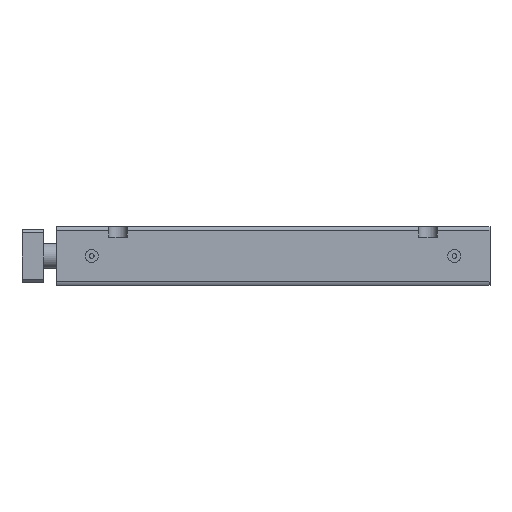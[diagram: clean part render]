
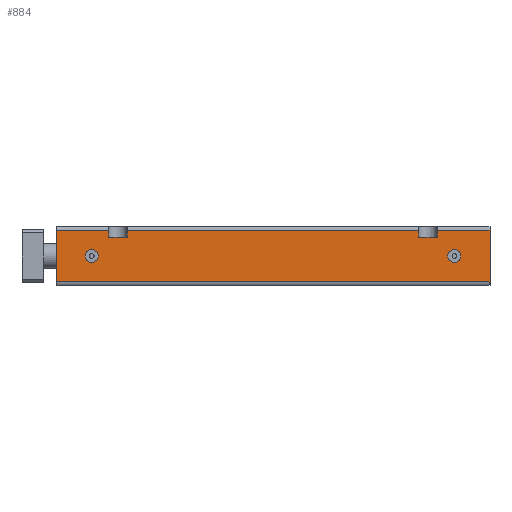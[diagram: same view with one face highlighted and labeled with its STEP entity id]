
A CAD part, front view. The second image highlights one B-rep face of the part: STEP entity #884.
In plain terms, the highlighted planar face has unit normal (0, -1, 0).
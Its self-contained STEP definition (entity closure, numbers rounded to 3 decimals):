
#18=CARTESIAN_POINT('',(117.,-345.,8.25));
#19=VERTEX_POINT('Vertex1',#18);
#37=CARTESIAN_POINT('',(23.,-345.,8.25));
#38=VERTEX_POINT('Vertex3',#37);
#46=CARTESIAN_POINT('',(70.,-345.,8.25));
#47=DIRECTION('',(1.,0.,0.));
#48=VECTOR('',#47,1.);
#49=LINE('nurbsCrv3',#46,#48);
#50=EDGE_CURVE('Edge3',#38,#19,#49,.T.);
#726=CARTESIAN_POINT('',(140.,-345.,-8.25));
#727=VERTEX_POINT('Vertex52',#726);
#735=CARTESIAN_POINT('',(0.,-345.,-8.25));
#736=VERTEX_POINT('Vertex53',#735);
#737=CARTESIAN_POINT('',(70.,-345.,-8.25));
#738=DIRECTION('',(1.,0.,0.));
#739=VECTOR('',#738,1.);
#740=LINE('nurbsCrv67',#737,#739);
#741=EDGE_CURVE('Edge67',#736,#727,#740,.T.);
#759=CARTESIAN_POINT('',(117.,-345.,6.));
#760=VERTEX_POINT('Vertex54',#759);
#761=CARTESIAN_POINT('',(117.,-345.,7.125));
#762=DIRECTION('',(0.,0.,1.));
#763=VECTOR('',#762,1.);
#764=LINE('nurbsCrv69',#761,#763);
#765=EDGE_CURVE('Edge69',#760,#19,#764,.T.);
#766=ORIENTED_EDGE('Edgeuse84',*,*,#765,.T.);
#767=ORIENTED_EDGE('Edgeuse85',*,*,#50,.F.);
#768=CARTESIAN_POINT('',(23.,-345.,6.));
#769=VERTEX_POINT('Vertex55',#768);
#770=CARTESIAN_POINT('',(23.,-345.,7.125));
#771=DIRECTION('',(0.,0.,-1.));
#772=VECTOR('',#771,1.);
#773=LINE('nurbsCrv70',#770,#772);
#774=EDGE_CURVE('Edge70',#38,#769,#773,.T.);
#775=ORIENTED_EDGE('Edgeuse86',*,*,#774,.T.);
#776=CARTESIAN_POINT('',(17.,-345.,6.));
#777=VERTEX_POINT('Vertex56',#776);
#778=CARTESIAN_POINT('',(20.,-345.,6.));
#779=DIRECTION('',(-1.,0.,0.));
#780=VECTOR('',#779,1.);
#781=LINE('nurbsCrv71',#778,#780);
#782=EDGE_CURVE('Edge71',#769,#777,#781,.T.);
#783=ORIENTED_EDGE('Edgeuse87',*,*,#782,.T.);
#784=CARTESIAN_POINT('',(17.,-345.,8.25));
#785=VERTEX_POINT('Vertex57',#784);
#786=CARTESIAN_POINT('',(17.,-345.,7.125));
#787=DIRECTION('',(0.,0.,1.));
#788=VECTOR('',#787,1.);
#789=LINE('nurbsCrv72',#786,#788);
#790=EDGE_CURVE('Edge72',#777,#785,#789,.T.);
#791=ORIENTED_EDGE('Edgeuse88',*,*,#790,.T.);
#792=CARTESIAN_POINT('',(0.,-345.,8.25));
#793=VERTEX_POINT('Vertex58',#792);
#794=CARTESIAN_POINT('',(8.5,-345.,8.25));
#795=DIRECTION('',(1.,0.,0.));
#796=VECTOR('',#795,1.);
#797=LINE('nurbsCrv73',#794,#796);
#798=EDGE_CURVE('Edge73',#793,#785,#797,.T.);
#799=ORIENTED_EDGE('Edgeuse89',*,*,#798,.F.);
#800=CARTESIAN_POINT('',(0.,-345.,0.));
#801=DIRECTION('',(0.,0.,-1.));
#802=VECTOR('',#801,1.);
#803=LINE('nurbsCrv74',#800,#802);
#804=EDGE_CURVE('Edge74',#793,#736,#803,.T.);
#805=ORIENTED_EDGE('Edgeuse90',*,*,#804,.T.);
#806=ORIENTED_EDGE('Edgeuse91',*,*,#741,.T.);
#807=CARTESIAN_POINT('',(140.,-345.,8.25));
#808=VERTEX_POINT('Vertex59',#807);
#809=CARTESIAN_POINT('',(140.,-345.,0.));
#810=DIRECTION('',(0.,0.,1.));
#811=VECTOR('',#810,1.);
#812=LINE('nurbsCrv75',#809,#811);
#813=EDGE_CURVE('Edge75',#727,#808,#812,.T.);
#814=ORIENTED_EDGE('Edgeuse92',*,*,#813,.T.);
#815=CARTESIAN_POINT('',(123.,-345.,8.25));
#816=VERTEX_POINT('Vertex60',#815);
#817=CARTESIAN_POINT('',(131.5,-345.,8.25));
#818=DIRECTION('',(1.,0.,0.));
#819=VECTOR('',#818,1.);
#820=LINE('nurbsCrv76',#817,#819);
#821=EDGE_CURVE('Edge76',#816,#808,#820,.T.);
#822=ORIENTED_EDGE('Edgeuse93',*,*,#821,.F.);
#823=CARTESIAN_POINT('',(123.,-345.,6.));
#824=VERTEX_POINT('Vertex61',#823);
#825=CARTESIAN_POINT('',(123.,-345.,7.125));
#826=DIRECTION('',(0.,0.,-1.));
#827=VECTOR('',#826,1.);
#828=LINE('nurbsCrv77',#825,#827);
#829=EDGE_CURVE('Edge77',#816,#824,#828,.T.);
#830=ORIENTED_EDGE('Edgeuse94',*,*,#829,.T.);
#831=CARTESIAN_POINT('',(120.,-345.,6.));
#832=DIRECTION('',(-1.,0.,0.));
#833=VECTOR('',#832,1.);
#834=LINE('nurbsCrv78',#831,#833);
#835=EDGE_CURVE('Edge78',#824,#760,#834,.T.);
#836=ORIENTED_EDGE('Edgeuse95',*,*,#835,.T.);
#837=EDGE_LOOP('',(#766,#767,#775,#783,#791,#799,#805,#806,#814,#822,#830,#836)
);
#838=FACE_OUTER_BOUND('',#837,.T.);
#839=CARTESIAN_POINT('',(130.6,-345.,
0.));
#840=VERTEX_POINT('Vertex62',#839);
#841=CARTESIAN_POINT('',(126.4,-345.,0.));
#842=VERTEX_POINT('Vertex337',#841);
#843=CARTESIAN_POINT('',(128.5,-345.,0.));
#844=DIRECTION('',(0.,1.,0.));
#845=DIRECTION('',(1.,0.,0.));
#846=AXIS2_PLACEMENT_3D('',#843,#844,#845);
#847=CIRCLE('nurbsCrv1328',#846,2.1);
#848=EDGE_CURVE('Edge505',#840,#842,#847,.T.);
#849=ORIENTED_EDGE('Edgeuse1011',*,*,#848,.T.);
#850=CARTESIAN_POINT('',(128.5,-345.,0.));
#851=DIRECTION('',(0.,1.,0.));
#852=DIRECTION('',(-1.,0.,0.));
#853=AXIS2_PLACEMENT_3D('',#850,#851,#852);
#854=CIRCLE('nurbsCrv1329',#853,2.1);
#855=EDGE_CURVE('Edge506',#842,#840,#854,.T.);
#856=ORIENTED_EDGE('Edgeuse1013',*,*,#855,.T.);
#857=EDGE_LOOP('',(#849,#856));
#858=FACE_BOUND('',#857,.T.);
#859=CARTESIAN_POINT('',(13.6,-345.,0.));
#860=VERTEX_POINT('Vertex63',#859);
#861=CARTESIAN_POINT('',(9.4,-345.,0.));
#862=VERTEX_POINT('Vertex336',#861);
#863=CARTESIAN_POINT('',(11.5,-345.,0.));
#864=DIRECTION('',(0.,1.,0.));
#865=DIRECTION('',(1.,0.,0.));
#866=AXIS2_PLACEMENT_3D('',#863,#864,#865);
#867=CIRCLE('nurbsCrv1310',#866,2.1);
#868=EDGE_CURVE('Edge501',#860,#862,#867,.T.);
#869=ORIENTED_EDGE('Edgeuse1003',*,*,#868,.T.);
#870=CARTESIAN_POINT('',(11.5,-345.,0.));
#871=DIRECTION('',(0.,1.,0.));
#872=DIRECTION('',(-1.,0.,0.));
#873=AXIS2_PLACEMENT_3D('',#870,#871,#872);
#874=CIRCLE('nurbsCrv1311',#873,2.1);
#875=EDGE_CURVE('Edge502',#862,#860,#874,.T.);
#876=ORIENTED_EDGE('Edgeuse1005',*,*,#875,.T.);
#877=EDGE_LOOP('',(#869,#876));
#878=FACE_BOUND('',#877,.T.);
#879=CARTESIAN_POINT('',(70.,-345.,0.));
#880=DIRECTION('',(0.,-1.,0.));
#881=DIRECTION('',(0.,0.,-1.));
#882=AXIS2_PLACEMENT_3D('',#879,#880,#881);
#883=PLANE('nurbsSrf20',#882);
#884=ADVANCED_FACE('Face20',(#838,#858,#878),#883,.T.);
